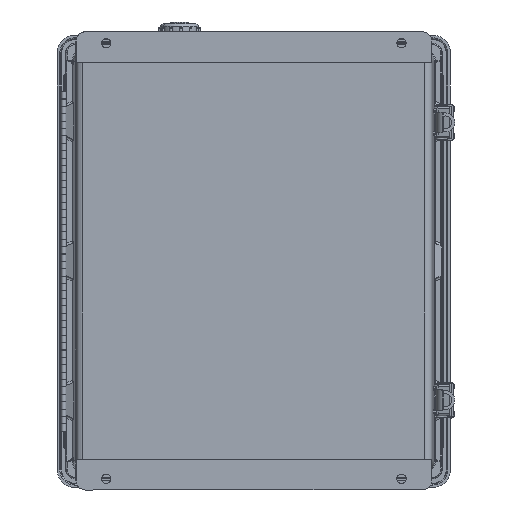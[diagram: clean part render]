
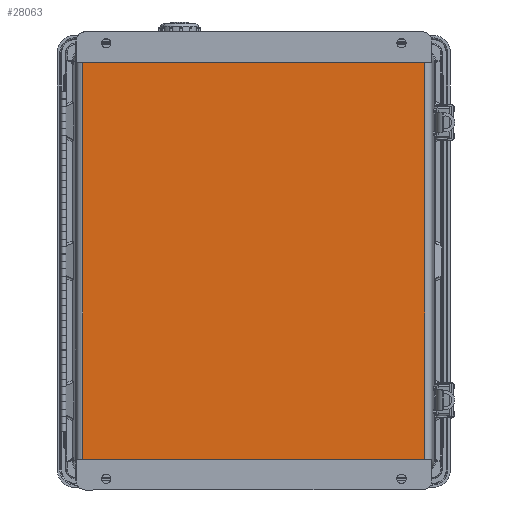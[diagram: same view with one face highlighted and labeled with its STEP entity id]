
A CAD part, front view. The second image highlights one B-rep face of the part: STEP entity #28063.
In plain terms, the highlighted planar face has unit normal (0, -1, 0).
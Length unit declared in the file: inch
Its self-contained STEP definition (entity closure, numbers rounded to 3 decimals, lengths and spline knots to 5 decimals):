
#40 = EDGE_CURVE ( 'NONE', #70267, #69348, #10372, .T. ) ;
#5713 = VECTOR ( 'NONE', #71219, 39.37008 ) ;
#9412 = CARTESIAN_POINT ( 'NONE',  ( 6.11811, 0.05906, -1.04331 ) ) ;
#10372 = LINE ( 'NONE', #48736, #5713 ) ;
#12858 = CARTESIAN_POINT ( 'NONE',  ( 5.78771, 0.05906, -1.04331 ) ) ;
#14202 = VECTOR ( 'NONE', #61207, 39.37008 ) ;
#15372 = EDGE_CURVE ( 'NONE', #65829, #69348, #16370, .T. ) ;
#16370 = LINE ( 'NONE', #9412, #42157 ) ;
#19605 = CARTESIAN_POINT ( 'NONE',  ( -5.78771, 0.05906, -1.04331 ) ) ;
#20604 = CARTESIAN_POINT ( 'NONE',  ( 5.78771, 0.05906, -14.4685 ) ) ;
#21683 = FACE_OUTER_BOUND ( 'NONE', #26848, .T. ) ;
#25987 = DIRECTION ( 'NONE',  ( -1., 0., 0. ) ) ;
#26470 = ORIENTED_EDGE ( 'NONE', *, *, #40, .F. ) ;
#26541 = LINE ( 'NONE', #49407, #14202 ) ;
#26848 = EDGE_LOOP ( 'NONE', ( #26470, #39335, #69751, #50708 ) ) ;
#27578 = DIRECTION ( 'NONE',  ( 0., 1., 0. ) ) ;
#28063 = ADVANCED_FACE ( 'NONE', ( #21683 ), #32361, .F. ) ;
#28720 = DIRECTION ( 'NONE',  ( 0., 0., 1. ) ) ;
#29009 = VERTEX_POINT ( 'NONE', #20604 ) ;
#32318 = EDGE_CURVE ( 'NONE', #29009, #65829, #58258, .T. ) ;
#32361 = PLANE ( 'NONE',  #49157 ) ;
#38998 = CARTESIAN_POINT ( 'NONE',  ( 6.11811, 0.05906, -1.04331 ) ) ;
#39335 = ORIENTED_EDGE ( 'NONE', *, *, #62587, .F. ) ;
#42157 = VECTOR ( 'NONE', #25987, 39.37008 ) ;
#48396 = CARTESIAN_POINT ( 'NONE',  ( 5.78771, 0.05906, -1.04331 ) ) ;
#48736 = CARTESIAN_POINT ( 'NONE',  ( -5.78771, 0.05906, -1.04331 ) ) ;
#49157 = AXIS2_PLACEMENT_3D ( 'NONE', #38998, #27578, #72550 ) ;
#49407 = CARTESIAN_POINT ( 'NONE',  ( 6.11811, 0.05906, -14.4685 ) ) ;
#50708 = ORIENTED_EDGE ( 'NONE', *, *, #15372, .T. ) ;
#55435 = VECTOR ( 'NONE', #28720, 39.37008 ) ;
#56191 = CARTESIAN_POINT ( 'NONE',  ( -5.78771, 0.05906, -14.4685 ) ) ;
#58258 = LINE ( 'NONE', #12858, #55435 ) ;
#61207 = DIRECTION ( 'NONE',  ( -1., 0., 0. ) ) ;
#62587 = EDGE_CURVE ( 'NONE', #29009, #70267, #26541, .T. ) ;
#65829 = VERTEX_POINT ( 'NONE', #48396 ) ;
#69348 = VERTEX_POINT ( 'NONE', #19605 ) ;
#69751 = ORIENTED_EDGE ( 'NONE', *, *, #32318, .T. ) ;
#70267 = VERTEX_POINT ( 'NONE', #56191 ) ;
#71219 = DIRECTION ( 'NONE',  ( 0., 0., 1. ) ) ;
#72550 = DIRECTION ( 'NONE',  ( 0., 0., 1. ) ) ;
